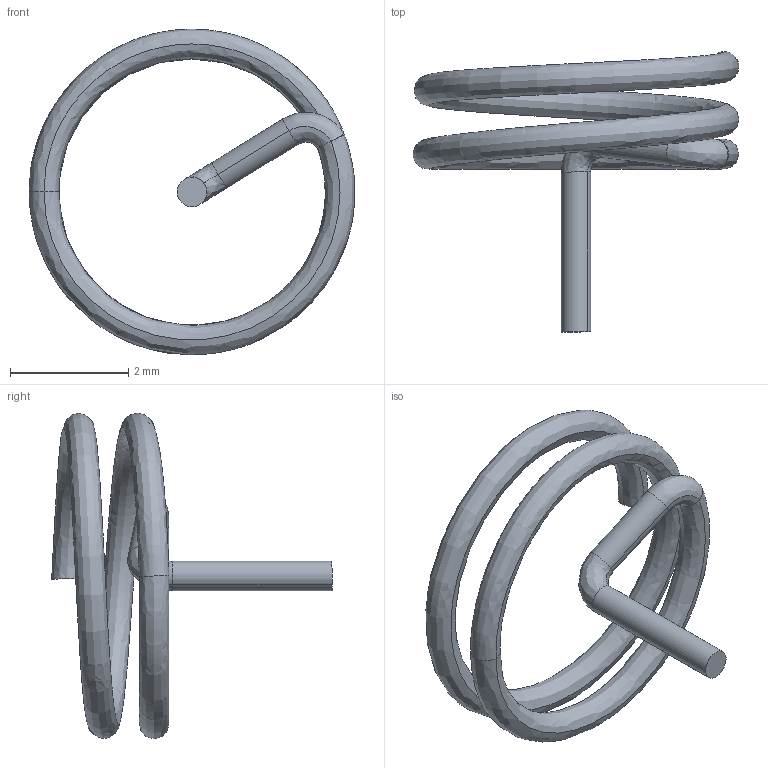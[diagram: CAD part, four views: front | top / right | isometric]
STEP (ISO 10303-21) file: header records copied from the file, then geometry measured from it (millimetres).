
FILE_DESCRIPTION (( 'STEP AP214' ), '1' );
FILE_NAME ('Spring_8.5x8.5_compressed_bottom.STEP', '2020-05-02T16:03:47', ( '' ), ( '' ), 'SwSTEP 2.0', 'SolidWorks 2017', '' );
FILE_SCHEMA (( 'AUTOMOTIVE_DESIGN' ));
Length unit declared in the file: millimetre
Products named in the file (1): Spring_8.5x8.5_compressed_bottom
Bounding box: 5.5 x 4.74 x 5.5 mm (x, y, z)
Volume: 7.5 mm3; surface area: 60.2 mm2
Topology: 1 solids, 1 shells, 15 faces, 32 edges, 19 vertices
Faces by surface type: bspline 13, plane 2
Entity records: 2698 total; most frequent: CARTESIAN_POINT 2425, ORIENTED_EDGE 64, EDGE_CURVE 32, DIRECTION 30, VERTEX_POINT 19, B_SPLINE_CURVE_WITH_KNOTS 16, ADVANCED_FACE 15, EDGE_LOOP 15
